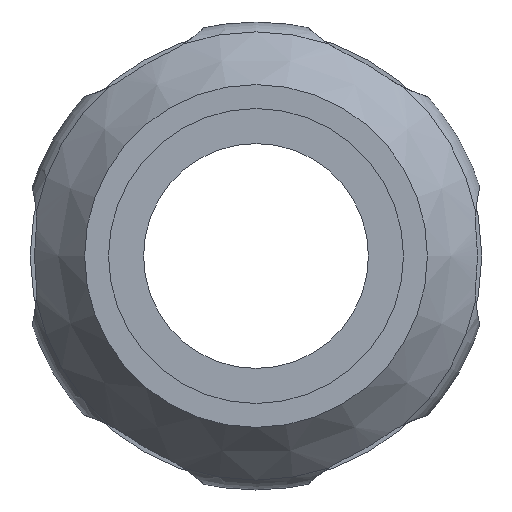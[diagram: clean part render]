
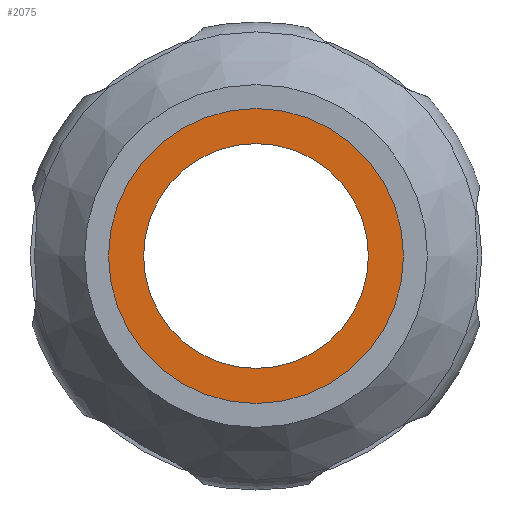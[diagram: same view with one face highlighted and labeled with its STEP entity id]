
A CAD part, left-side view. The second image highlights one B-rep face of the part: STEP entity #2075.
In plain terms, the highlighted planar face has unit normal (-1, 0, 0).
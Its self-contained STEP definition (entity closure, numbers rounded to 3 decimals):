
#327=FACE_BOUND('',#501,.T.);
#341=PLANE('',#2233);
#373=FACE_OUTER_BOUND('',#500,.T.);
#500=EDGE_LOOP('',(#1417));
#501=EDGE_LOOP('',(#1418));
#759=CIRCLE('',#2232,8.);
#760=CIRCLE('',#2234,6.1);
#893=VERTEX_POINT('',#2970);
#894=VERTEX_POINT('',#2974);
#1104=EDGE_CURVE('',#893,#893,#759,.T.);
#1105=EDGE_CURVE('',#894,#894,#760,.T.);
#1417=ORIENTED_EDGE('',*,*,#1104,.F.);
#1418=ORIENTED_EDGE('',*,*,#1105,.T.);
#2075=ADVANCED_FACE('',(#373,#327),#341,.T.);
#2232=AXIS2_PLACEMENT_3D('',#2972,#2462,#2463);
#2233=AXIS2_PLACEMENT_3D('',#2973,#2464,#2465);
#2234=AXIS2_PLACEMENT_3D('',#2975,#2466,#2467);
#2462=DIRECTION('center_axis',(1.,0.,0.));
#2463=DIRECTION('ref_axis',(0.,0.,1.));
#2464=DIRECTION('center_axis',(-1.,0.,0.));
#2465=DIRECTION('ref_axis',(0.,0.,1.));
#2466=DIRECTION('center_axis',(1.,0.,0.));
#2467=DIRECTION('ref_axis',(0.,0.,-1.));
#2970=CARTESIAN_POINT('',(-1.45,0.,-8.));
#2972=CARTESIAN_POINT('Origin',(-1.45,0.,
0.));
#2973=CARTESIAN_POINT('Origin',(-1.45,0.,
0.));
#2974=CARTESIAN_POINT('',(-1.45,-6.1,0.));
#2975=CARTESIAN_POINT('Origin',(-1.45,0.,
0.));
